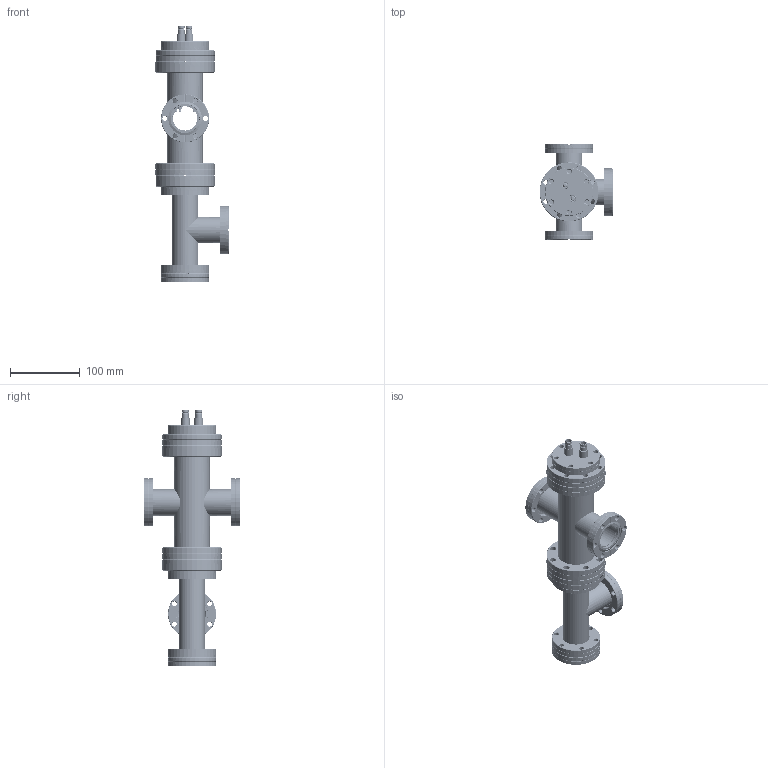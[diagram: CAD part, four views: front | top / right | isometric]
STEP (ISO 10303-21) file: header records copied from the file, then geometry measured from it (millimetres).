
FILE_DESCRIPTION(/* description */ (''),/* implementation_level */ '2;1');
FILE_NAME(/* name */ 'boil-2-pipsMC.stp',/* time_stamp */ '2023-11-12T16:01:40-05:00',/* author */ ('Fujitsu'),/* organization */ (''),/* preprocessor_version */ 'ST-DEVELOPER v19.2',/* originating_system */ 'Autodesk Inventor 2024',/* authorisation */ '');
FILE_SCHEMA (('AUTOMOTIVE_DESIGN { 1 0 10303 214 3 1 1 }'));
Products named in the file (35): boil-2-pipsMC; 1; 8988K491_304 Stainless Steel Tubing; detector_chamber3; c-0337-275; P0000157; P0002155; P0000127; A0000618; P0000439; P0000494; A0000603; P0000489; P0000436; rf337x275t; iftbg022033_PIPStapped; detector_alt3; PIPS_mounted2; PIPS300; PIPS-flange_rod1-4v2; screw_disc; disc-flange_rod1-4; ceramic_standoff_1-4; M2_10mm_18-8 Stainless Steel Socket Head Screw; tab4; rod(6-32); clamp(6-32)-th; 90841A120_Cleaned and Bagged 18-8 Stainless Steel Vented Socket Head 
Screw; Assem1; P0002053; P0000127_1; A0000603_1; P0000489_1; P0000436_1; 1_1
Assembly tree (54 placements, depth 5):
  boil-2-pipsMC
    1
    8988K491_304 Stainless Steel Tubing
    detector_chamber3
      c-0337-275
        P0000157
        P0002155
        P0000127
        A0000618
          P0000439
          P0000494
        A0000603
          P0000489
          P0000436
      rf337x275t
      iftbg022033_PIPStapped
      detector_alt3
        PIPS_mounted2
          PIPS300
          PIPS-flange_rod1-4v2  x3
          screw_disc
          disc-flange_rod1-4  x3
        ceramic_standoff_1-4  x3
        M2_10mm_18-8 Stainless Steel Socket Head Screw  x3
    tab4
    rod(6-32)  x2
    clamp(6-32)-th  x2
    90841A120_Cleaned and Bagged 18-8 Stainless Steel Vented Socket Head 
Screw  x10
    Assem1
      P0002053
      P0000127_1
      A0000603_1  x2
        P0000489_1
        P0000436_1
    1_1
Bounding box: 105 x 137.62 x 477.22 mm (x, y, z)
Volume: 557792.7 mm3; surface area: 297288.7 mm2
Topology: 49 solids, 49 shells, 4185 faces, 11706 edges, 7695 vertices
Faces by surface type: cylinder 2080, plane 1576, cone 402, torus 79, bspline 46, sphere 2
Full cylindrical faces by diameter (mm): 0.508 x1, 0.914 x1, 1.016 x15, 1.48 x72, 1.567 x3, 1.905 x4, 2 x81, 2.2 x3, 2.388 x4, 2.474 x150, 2.642 x21, 2.667 x2, 3.5 x3, 3.505 x160, 3.797 x8, 3.8 x3, 3.81 x4, 4.305 x8, 4.699 x2, 5.367 x24, 5.453 x10, 5.969 x2, 6.35 x9, 6.426 x2, 6.579 x2, 6.731 x42, 6.792 x16, 6.96 x4, 7.036 x2, 7.112 x4
Entity records: 48856 total; most frequent: CARTESIAN_POINT 18231, DIRECTION 6314, ORIENTED_EDGE 6030, EDGE_CURVE 3015, AXIS2_PLACEMENT_3D 2590, VERTEX_POINT 1980, EDGE_LOOP 1451, CIRCLE 1349
